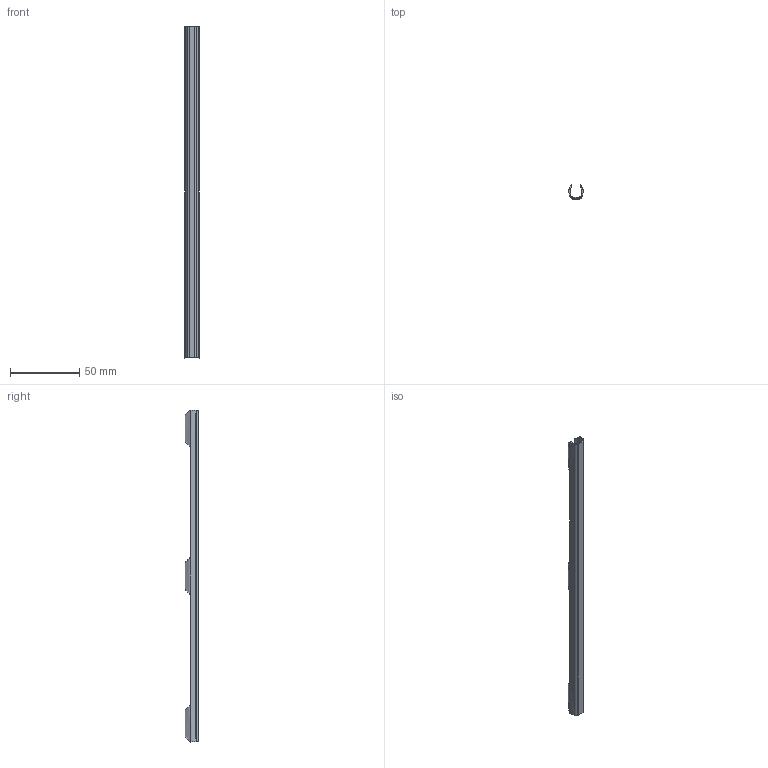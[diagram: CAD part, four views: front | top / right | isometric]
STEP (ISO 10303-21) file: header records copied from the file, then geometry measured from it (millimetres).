
FILE_DESCRIPTION(/* description */ (''),/* implementation_level */ '2;1');
FILE_NAME(/* name */ 'LQQO4A~O',/* time_stamp */ '2014-10-30T17:44:51+01:00',/* author */ (''),/* organization */ (''),/* preprocessor_version */ 'ST-DEVELOPER v15',/* originating_system */ '',/* authorisation */ '');
FILE_SCHEMA (('CONFIG_CONTROL_DESIGN'));
Length unit declared in the file: millimetre
Products named in the file (1): Document
Bounding box: 10.23 x 9.86 x 240 mm (x, y, z)
Volume: 4342.2 mm3; surface area: 10118.6 mm2
Topology: 1 solids, 1 shells, 46 faces, 132 edges, 88 vertices
Faces by surface type: bspline 42, plane 4
Entity records: 2810 total; most frequent: CARTESIAN_POINT 2028, ORIENTED_EDGE 264, EDGE_CURVE 132, VERTEX_POINT 88, B_SPLINE_CURVE_WITH_KNOTS 56, ADVANCED_FACE 46, FACE_OUTER_BOUND 46, EDGE_LOOP 46
